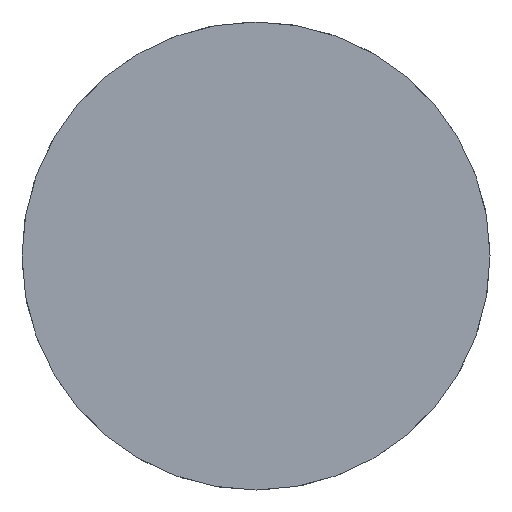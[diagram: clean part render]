
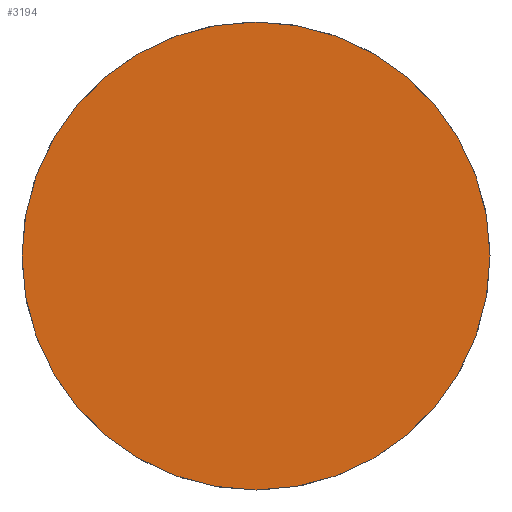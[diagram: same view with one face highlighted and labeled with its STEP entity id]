
A CAD part, front view. The second image highlights one B-rep face of the part: STEP entity #3194.
In plain terms, the highlighted planar face has unit normal (0, -1, 0).
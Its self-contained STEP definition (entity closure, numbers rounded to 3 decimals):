
#52 = CARTESIAN_POINT ( 'NONE',  ( 0., 0., -255. ) ) ;
#382 = CARTESIAN_POINT ( 'NONE',  ( 0., 0., 255. ) ) ;
#446 = CARTESIAN_POINT ( 'NONE',  ( 0., 0., 0. ) ) ;
#464 = ORIENTED_EDGE ( 'NONE', *, *, #3081, .F. ) ;
#582 = AXIS2_PLACEMENT_3D ( 'NONE', #2873, #2279, #2033 ) ;
#713 = DIRECTION ( 'NONE',  ( 0., 0., 1. ) ) ;
#876 = PLANE ( 'NONE',  #582 ) ;
#911 = DIRECTION ( 'NONE',  ( 0., 0., 1. ) ) ;
#1189 = AXIS2_PLACEMENT_3D ( 'NONE', #3313, #3332, #911 ) ;
#1331 = CIRCLE ( 'NONE', #2708, 255. ) ;
#1410 = VERTEX_POINT ( 'NONE', #52 ) ;
#2033 = DIRECTION ( 'NONE',  ( 0., 0., 1. ) ) ;
#2279 = DIRECTION ( 'NONE',  ( 0., 1., 0. ) ) ;
#2344 = DIRECTION ( 'NONE',  ( 0., 1., 0. ) ) ;
#2495 = FACE_OUTER_BOUND ( 'NONE', #3405, .T. ) ;
#2653 = VERTEX_POINT ( 'NONE', #382 ) ;
#2708 = AXIS2_PLACEMENT_3D ( 'NONE', #446, #2344, #713 ) ;
#2873 = CARTESIAN_POINT ( 'NONE',  ( 0., 0., 0. ) ) ;
#3081 = EDGE_CURVE ( 'NONE', #2653, #1410, #3298, .T. ) ;
#3194 = ADVANCED_FACE ( 'NONE', ( #2495 ), #876, .F. ) ;
#3298 = CIRCLE ( 'NONE', #1189, 255. ) ;
#3313 = CARTESIAN_POINT ( 'NONE',  ( 0., 0., 0. ) ) ;
#3316 = ORIENTED_EDGE ( 'NONE', *, *, #3333, .F. ) ;
#3332 = DIRECTION ( 'NONE',  ( 0., 1., 0. ) ) ;
#3333 = EDGE_CURVE ( 'NONE', #1410, #2653, #1331, .T. ) ;
#3405 = EDGE_LOOP ( 'NONE', ( #3316, #464 ) ) ;
